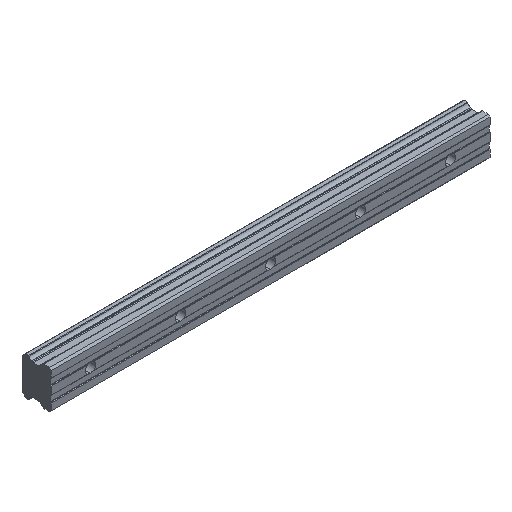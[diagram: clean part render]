
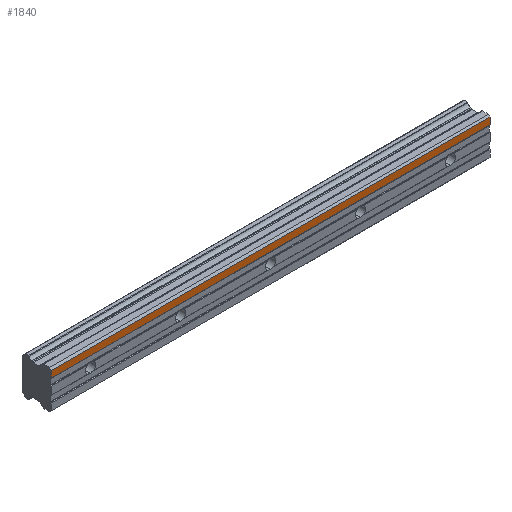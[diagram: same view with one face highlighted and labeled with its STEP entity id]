
A CAD part, isometric view. The second image highlights one B-rep face of the part: STEP entity #1840.
In plain terms, the highlighted planar face has unit normal (0, -1, 0).
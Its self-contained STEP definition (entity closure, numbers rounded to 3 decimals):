
#12 = DIRECTION ( 'NONE',  ( -1., 0., 0. ) ) ;
#35 = LINE ( 'NONE', #2671, #2693 ) ;
#105 = DIRECTION ( 'NONE',  ( 0., 1., 0. ) ) ;
#235 = ORIENTED_EDGE ( 'NONE', *, *, #408, .F. ) ;
#408 = EDGE_CURVE ( 'NONE', #860, #945, #2440, .T. ) ;
#627 = ORIENTED_EDGE ( 'NONE', *, *, #1887, .F. ) ;
#860 = VERTEX_POINT ( 'NONE', #2982 ) ;
#945 = VERTEX_POINT ( 'NONE', #3331 ) ;
#1090 = CARTESIAN_POINT ( 'NONE',  ( 355., 0., 15.5 ) ) ;
#1150 = EDGE_CURVE ( 'NONE', #2987, #945, #35, .T. ) ;
#1379 = DIRECTION ( 'NONE',  ( 0., 0., -1. ) ) ;
#1470 = DIRECTION ( 'NONE',  ( 1., 0., 0. ) ) ;
#1543 = EDGE_LOOP ( 'NONE', ( #235, #1556, #627, #3209 ) ) ;
#1556 = ORIENTED_EDGE ( 'NONE', *, *, #3005, .F. ) ;
#1662 = CARTESIAN_POINT ( 'NONE',  ( 355., 0., 16.739 ) ) ;
#1736 = CARTESIAN_POINT ( 'NONE',  ( 355., 0., 15.5 ) ) ;
#1815 = LINE ( 'NONE', #2041, #2090 ) ;
#1840 = ADVANCED_FACE ( 'NONE', ( #2802 ), #2524, .F. ) ;
#1852 = CARTESIAN_POINT ( 'NONE',  ( 355., 0., 9.5 ) ) ;
#1887 = EDGE_CURVE ( 'NONE', #2987, #2569, #1815, .T. ) ;
#2041 = CARTESIAN_POINT ( 'NONE',  ( 355., 0., 15.5 ) ) ;
#2090 = VECTOR ( 'NONE', #1470, 1000. ) ;
#2140 = AXIS2_PLACEMENT_3D ( 'NONE', #1736, #105, #2272 ) ;
#2272 = DIRECTION ( 'NONE',  ( 0., 0., 1. ) ) ;
#2440 = LINE ( 'NONE', #1852, #3380 ) ;
#2470 = VECTOR ( 'NONE', #1379, 1000. ) ;
#2503 = LINE ( 'NONE', #1662, #2470 ) ;
#2524 = PLANE ( 'NONE',  #2140 ) ;
#2569 = VERTEX_POINT ( 'NONE', #1090 ) ;
#2652 = DIRECTION ( 'NONE',  ( 0., 0., -1. ) ) ;
#2671 = CARTESIAN_POINT ( 'NONE',  ( -35., 0., 16.739 ) ) ;
#2693 = VECTOR ( 'NONE', #2652, 1000. ) ;
#2802 = FACE_OUTER_BOUND ( 'NONE', #1543, .T. ) ;
#2982 = CARTESIAN_POINT ( 'NONE',  ( 355., 0., 9.5 ) ) ;
#2987 = VERTEX_POINT ( 'NONE', #3284 ) ;
#3005 = EDGE_CURVE ( 'NONE', #2569, #860, #2503, .T. ) ;
#3209 = ORIENTED_EDGE ( 'NONE', *, *, #1150, .T. ) ;
#3284 = CARTESIAN_POINT ( 'NONE',  ( -35., 0., 15.5 ) ) ;
#3331 = CARTESIAN_POINT ( 'NONE',  ( -35., 0., 9.5 ) ) ;
#3380 = VECTOR ( 'NONE', #12, 1000. ) ;
